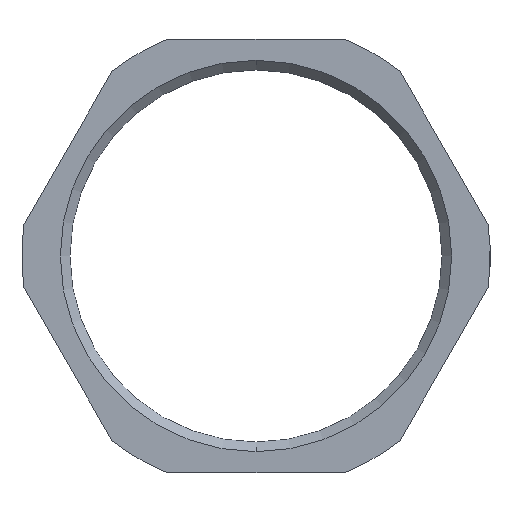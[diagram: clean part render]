
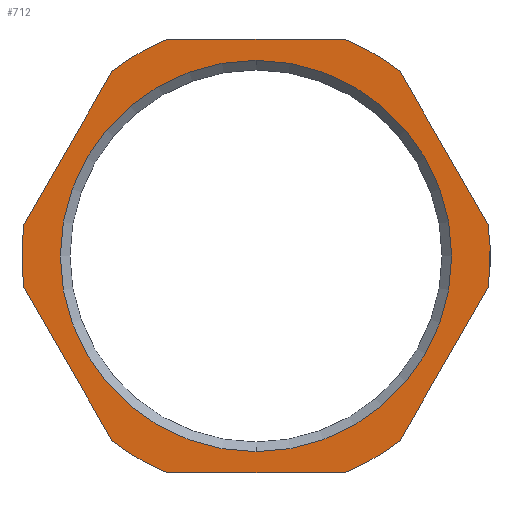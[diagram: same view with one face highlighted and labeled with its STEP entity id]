
A CAD part, left-side view. The second image highlights one B-rep face of the part: STEP entity #712.
In plain terms, the highlighted planar face has unit normal (-1, 0, 0).
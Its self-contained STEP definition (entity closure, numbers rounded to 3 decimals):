
#69 = VECTOR ( 'NONE', #5024, 1000. ) ;
#70 = DIRECTION ( 'NONE',  ( 0., 0., 1. ) ) ;
#157 = LINE ( 'NONE', #6194, #7318 ) ;
#239 = CARTESIAN_POINT ( 'NONE',  ( 0., -9.178, -22.5 ) ) ;
#490 = ORIENTED_EDGE ( 'NONE', *, *, #15378, .F. ) ;
#712 = ADVANCED_FACE ( 'NONE', ( #11767, #792 ), #2823, .F. ) ;
#792 = FACE_OUTER_BOUND ( 'NONE', #4065, .T. ) ;
#794 = CARTESIAN_POINT ( 'NONE',  ( 0., 9.178, 22.5 ) ) ;
#820 = CIRCLE ( 'NONE', #2556, 24.3 ) ;
#845 = VERTEX_POINT ( 'NONE', #239 ) ;
#1033 = LINE ( 'NONE', #794, #15875 ) ;
#1096 = VECTOR ( 'NONE', #8467, 1000. ) ;
#1184 = VERTEX_POINT ( 'NONE', #11431 ) ;
#1205 = EDGE_CURVE ( 'NONE', #5714, #7728, #7786, .T. ) ;
#1405 = EDGE_CURVE ( 'NONE', #2583, #3124, #16587, .T. ) ;
#1629 = DIRECTION ( 'NONE',  ( -1., 0., 0. ) ) ;
#1988 = DIRECTION ( 'NONE',  ( -1., 0., 0. ) ) ;
#2556 = AXIS2_PLACEMENT_3D ( 'NONE', #5332, #15368, #6769 ) ;
#2583 = VERTEX_POINT ( 'NONE', #16267 ) ;
#2585 = EDGE_CURVE ( 'NONE', #16149, #17468, #157, .T. ) ;
#2823 = PLANE ( 'NONE',  #12452 ) ;
#2943 = DIRECTION ( 'NONE',  ( -1., 0., 0. ) ) ;
#2997 = CARTESIAN_POINT ( 'NONE',  ( 0., 0., 0. ) ) ;
#3087 = EDGE_CURVE ( 'NONE', #12045, #1184, #1033, .T. ) ;
#3124 = VERTEX_POINT ( 'NONE', #7982 ) ;
#3130 = ORIENTED_EDGE ( 'NONE', *, *, #4761, .F. ) ;
#3389 = CIRCLE ( 'NONE', #17726, 20.3 ) ;
#3406 = DIRECTION ( 'NONE',  ( -1., 0., 0. ) ) ;
#3751 = DIRECTION ( 'NONE',  ( 0., 0.5, -0.866 ) ) ;
#4065 = EDGE_LOOP ( 'NONE', ( #7125, #490, #9307, #13775, #16930, #3130, #4432, #8824, #15173, #12509, #6407, #6277 ) ) ;
#4269 = DIRECTION ( 'NONE',  ( 0., 0., -1. ) ) ;
#4428 = DIRECTION ( 'NONE',  ( 0., 0., 1. ) ) ;
#4432 = ORIENTED_EDGE ( 'NONE', *, *, #11105, .T. ) ;
#4761 = EDGE_CURVE ( 'NONE', #845, #6147, #15344, .T. ) ;
#4910 = VECTOR ( 'NONE', #6212, 1000. ) ;
#4986 = CARTESIAN_POINT ( 'NONE',  ( 0., 24.075, 3.301 ) ) ;
#5024 = DIRECTION ( 'NONE',  ( 0., 1., 0. ) ) ;
#5127 = CARTESIAN_POINT ( 'NONE',  ( 0., 24.075, -3.301 ) ) ;
#5272 = AXIS2_PLACEMENT_3D ( 'NONE', #17309, #8653, #70 ) ;
#5332 = CARTESIAN_POINT ( 'NONE',  ( 0., 0., 0. ) ) ;
#5714 = VERTEX_POINT ( 'NONE', #4986 ) ;
#6095 = ORIENTED_EDGE ( 'NONE', *, *, #14069, .F. ) ;
#6131 = CARTESIAN_POINT ( 'NONE',  ( 0., 9.178, 22.5 ) ) ;
#6147 = VERTEX_POINT ( 'NONE', #16745 ) ;
#6159 = CARTESIAN_POINT ( 'NONE',  ( 0., 0., 0. ) ) ;
#6171 = VERTEX_POINT ( 'NONE', #15330 ) ;
#6194 = CARTESIAN_POINT ( 'NONE',  ( 0., -14.896, 19.199 ) ) ;
#6212 = DIRECTION ( 'NONE',  ( 0., 0.5, 0.866 ) ) ;
#6254 = LINE ( 'NONE', #13344, #4910 ) ;
#6277 = ORIENTED_EDGE ( 'NONE', *, *, #3087, .F. ) ;
#6407 = ORIENTED_EDGE ( 'NONE', *, *, #10110, .T. ) ;
#6769 = DIRECTION ( 'NONE',  ( 0., 0., 1. ) ) ;
#7125 = ORIENTED_EDGE ( 'NONE', *, *, #17979, .T. ) ;
#7157 = EDGE_CURVE ( 'NONE', #14259, #7728, #6254, .T. ) ;
#7318 = VECTOR ( 'NONE', #7572, 1000. ) ;
#7572 = DIRECTION ( 'NONE',  ( 0., -0.5, -0.866 ) ) ;
#7605 = DIRECTION ( 'NONE',  ( 0., 0., 1. ) ) ;
#7728 = VERTEX_POINT ( 'NONE', #5127 ) ;
#7786 = CIRCLE ( 'NONE', #17208, 24.3 ) ;
#7982 = CARTESIAN_POINT ( 'NONE',  ( 0., -14.896, -19.199 ) ) ;
#8467 = DIRECTION ( 'NONE',  ( 0., -0.5, 0.866 ) ) ;
#8511 = ORIENTED_EDGE ( 'NONE', *, *, #17813, .F. ) ;
#8653 = DIRECTION ( 'NONE',  ( -1., 0., 0. ) ) ;
#8824 = ORIENTED_EDGE ( 'NONE', *, *, #1405, .F. ) ;
#8849 = EDGE_CURVE ( 'NONE', #14259, #6147, #11788, .T. ) ;
#8963 = EDGE_CURVE ( 'NONE', #2583, #17468, #17483, .T. ) ;
#9138 = CARTESIAN_POINT ( 'NONE',  ( 0., 14.896, -19.199 ) ) ;
#9307 = ORIENTED_EDGE ( 'NONE', *, *, #1205, .T. ) ;
#10110 = EDGE_CURVE ( 'NONE', #16149, #1184, #16086, .T. ) ;
#10222 = CARTESIAN_POINT ( 'NONE',  ( 0., 0., 0. ) ) ;
#10259 = VERTEX_POINT ( 'NONE', #11919 ) ;
#10557 = CARTESIAN_POINT ( 'NONE',  ( 0., 0., 0. ) ) ;
#10845 = CARTESIAN_POINT ( 'NONE',  ( 0., 0., -20.3 ) ) ;
#11105 = EDGE_CURVE ( 'NONE', #845, #3124, #17406, .T. ) ;
#11123 = CIRCLE ( 'NONE', #15788, 20.3 ) ;
#11347 = EDGE_LOOP ( 'NONE', ( #8511, #6095 ) ) ;
#11431 = CARTESIAN_POINT ( 'NONE',  ( 0., -9.178, 22.5 ) ) ;
#11488 = CARTESIAN_POINT ( 'NONE',  ( 0., 0., 0. ) ) ;
#11624 = LINE ( 'NONE', #15668, #1096 ) ;
#11662 = DIRECTION ( 'NONE',  ( 0., 0., 1. ) ) ;
#11767 = FACE_BOUND ( 'NONE', #11347, .T. ) ;
#11788 = CIRCLE ( 'NONE', #17190, 24.3 ) ;
#11919 = CARTESIAN_POINT ( 'NONE',  ( 0., 14.896, 19.199 ) ) ;
#11961 = CARTESIAN_POINT ( 'NONE',  ( 0., 0., 0. ) ) ;
#11964 = AXIS2_PLACEMENT_3D ( 'NONE', #6159, #16238, #7605 ) ;
#11996 = DIRECTION ( 'NONE',  ( 0., 0., 1. ) ) ;
#12045 = VERTEX_POINT ( 'NONE', #6131 ) ;
#12177 = DIRECTION ( 'NONE',  ( 0., -1., 0. ) ) ;
#12452 = AXIS2_PLACEMENT_3D ( 'NONE', #14196, #12825, #4269 ) ;
#12509 = ORIENTED_EDGE ( 'NONE', *, *, #2585, .F. ) ;
#12825 = DIRECTION ( 'NONE',  ( 1., 0., 0. ) ) ;
#12937 = DIRECTION ( 'NONE',  ( 0., 0., 1. ) ) ;
#13011 = DIRECTION ( 'NONE',  ( -1., 0., 0. ) ) ;
#13344 = CARTESIAN_POINT ( 'NONE',  ( 0., 14.896, -19.199 ) ) ;
#13409 = DIRECTION ( 'NONE',  ( 0., 0., 1. ) ) ;
#13510 = CARTESIAN_POINT ( 'NONE',  ( 0., -24.075, 3.301 ) ) ;
#13587 = CARTESIAN_POINT ( 'NONE',  ( 0., -9.178, -22.5 ) ) ;
#13775 = ORIENTED_EDGE ( 'NONE', *, *, #7157, .F. ) ;
#14069 = EDGE_CURVE ( 'NONE', #15227, #6171, #3389, .T. ) ;
#14196 = CARTESIAN_POINT ( 'NONE',  ( 0., 24.3, 0. ) ) ;
#14259 = VERTEX_POINT ( 'NONE', #9138 ) ;
#14761 = CARTESIAN_POINT ( 'NONE',  ( 0., -24.075, -3.301 ) ) ;
#15173 = ORIENTED_EDGE ( 'NONE', *, *, #8963, .T. ) ;
#15227 = VERTEX_POINT ( 'NONE', #10845 ) ;
#15330 = CARTESIAN_POINT ( 'NONE',  ( 0., 0., 20.3 ) ) ;
#15344 = LINE ( 'NONE', #13587, #69 ) ;
#15368 = DIRECTION ( 'NONE',  ( -1., 0., 0. ) ) ;
#15378 = EDGE_CURVE ( 'NONE', #5714, #10259, #11624, .T. ) ;
#15668 = CARTESIAN_POINT ( 'NONE',  ( 0., 24.075, 3.301 ) ) ;
#15788 = AXIS2_PLACEMENT_3D ( 'NONE', #11961, #3406, #13409 ) ;
#15875 = VECTOR ( 'NONE', #12177, 1000. ) ;
#16086 = CIRCLE ( 'NONE', #5272, 24.3 ) ;
#16132 = VECTOR ( 'NONE', #3751, 1000. ) ;
#16149 = VERTEX_POINT ( 'NONE', #16718 ) ;
#16238 = DIRECTION ( 'NONE',  ( -1., 0., 0. ) ) ;
#16267 = CARTESIAN_POINT ( 'NONE',  ( 0., -24.075, -3.301 ) ) ;
#16587 = LINE ( 'NONE', #14761, #16132 ) ;
#16718 = CARTESIAN_POINT ( 'NONE',  ( 0., -14.896, 19.199 ) ) ;
#16745 = CARTESIAN_POINT ( 'NONE',  ( 0., 9.178, -22.5 ) ) ;
#16930 = ORIENTED_EDGE ( 'NONE', *, *, #8849, .T. ) ;
#17190 = AXIS2_PLACEMENT_3D ( 'NONE', #2997, #13011, #4428 ) ;
#17208 = AXIS2_PLACEMENT_3D ( 'NONE', #11488, #2943, #12937 ) ;
#17241 = AXIS2_PLACEMENT_3D ( 'NONE', #10557, #1988, #11996 ) ;
#17309 = CARTESIAN_POINT ( 'NONE',  ( 0., 0., 0. ) ) ;
#17406 = CIRCLE ( 'NONE', #17241, 24.3 ) ;
#17468 = VERTEX_POINT ( 'NONE', #13510 ) ;
#17483 = CIRCLE ( 'NONE', #11964, 24.3 ) ;
#17726 = AXIS2_PLACEMENT_3D ( 'NONE', #10222, #1629, #11662 ) ;
#17813 = EDGE_CURVE ( 'NONE', #6171, #15227, #11123, .T. ) ;
#17979 = EDGE_CURVE ( 'NONE', #12045, #10259, #820, .T. ) ;
